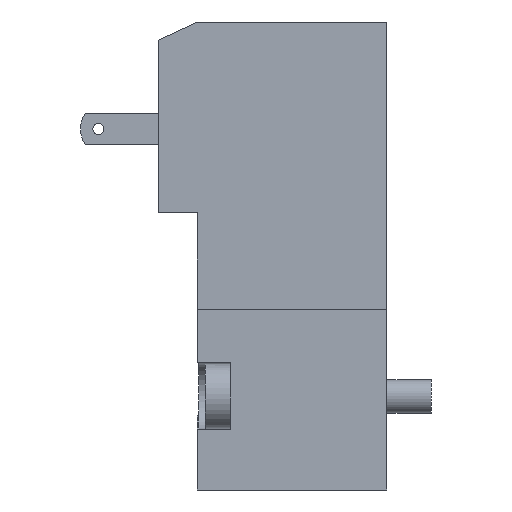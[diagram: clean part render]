
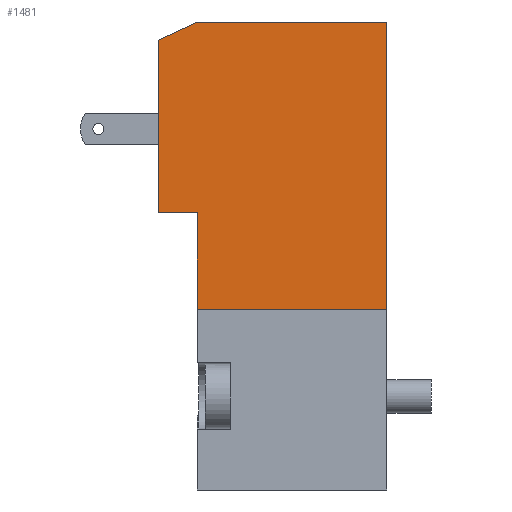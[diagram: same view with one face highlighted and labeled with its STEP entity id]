
A CAD part, left-side view. The second image highlights one B-rep face of the part: STEP entity #1481.
In plain terms, the highlighted planar face has unit normal (-1, 0, 0).
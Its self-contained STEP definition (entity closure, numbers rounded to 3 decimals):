
#84=FACE_OUTER_BOUND('',#160,.T.);
#160=EDGE_LOOP('',(#934,#935,#936,#937,#938,#939,#940));
#265=LINE('',#2075,#434);
#266=LINE('',#2077,#435);
#267=LINE('',#2079,#436);
#268=LINE('',#2081,#437);
#269=LINE('',#2083,#438);
#270=LINE('',#2085,#439);
#271=LINE('',#2086,#440);
#434=VECTOR('',#1682,17.);
#435=VECTOR('',#1683,25.8);
#436=VECTOR('',#1684,17.);
#437=VECTOR('',#1685,3.862);
#438=VECTOR('',#1686,15.468);
#439=VECTOR('',#1687,3.5);
#440=VECTOR('',#1688,8.7);
#603=VERTEX_POINT('',#2073);
#604=VERTEX_POINT('',#2074);
#605=VERTEX_POINT('',#2076);
#606=VERTEX_POINT('',#2078);
#607=VERTEX_POINT('',#2080);
#608=VERTEX_POINT('',#2082);
#609=VERTEX_POINT('',#2084);
#737=EDGE_CURVE('',#603,#604,#265,.T.);
#738=EDGE_CURVE('',#604,#605,#266,.T.);
#739=EDGE_CURVE('',#606,#605,#267,.T.);
#740=EDGE_CURVE('',#606,#607,#268,.T.);
#741=EDGE_CURVE('',#607,#608,#269,.T.);
#742=EDGE_CURVE('',#608,#609,#270,.T.);
#743=EDGE_CURVE('',#603,#609,#271,.T.);
#934=ORIENTED_EDGE('',*,*,#737,.T.);
#935=ORIENTED_EDGE('',*,*,#738,.T.);
#936=ORIENTED_EDGE('',*,*,#739,.F.);
#937=ORIENTED_EDGE('',*,*,#740,.T.);
#938=ORIENTED_EDGE('',*,*,#741,.T.);
#939=ORIENTED_EDGE('',*,*,#742,.T.);
#940=ORIENTED_EDGE('',*,*,#743,.F.);
#1328=PLANE('',#1567);
#1481=ADVANCED_FACE('',(#84),#1328,.T.);
#1567=AXIS2_PLACEMENT_3D('',#2072,#1680,#1681);
#1680=DIRECTION('center_axis',(-1.,0.,0.));
#1681=DIRECTION('ref_axis',(0.,-1.,0.));
#1682=DIRECTION('',(0.,-1.,0.));
#1683=DIRECTION('',(0.,0.,1.));
#1684=DIRECTION('',(0.,-1.,0.));
#1685=DIRECTION('',(0.,0.906,-0.423));
#1686=DIRECTION('',(0.,0.,-1.));
#1687=DIRECTION('',(0.,-1.,0.));
#1688=DIRECTION('',(0.,0.,1.));
#2072=CARTESIAN_POINT('Origin',(-7.5,8.5,0.));
#2073=CARTESIAN_POINT('',(-7.5,8.5,16.2));
#2074=CARTESIAN_POINT('',(-7.5,-8.5,16.2));
#2075=CARTESIAN_POINT('',(-7.5,4.25,16.2));
#2076=CARTESIAN_POINT('',(-7.5,-8.5,42.));
#2077=CARTESIAN_POINT('',(-7.5,-8.5,0.));
#2078=CARTESIAN_POINT('',(-7.5,8.5,42.));
#2079=CARTESIAN_POINT('',(-7.5,-8.5,42.));
#2080=CARTESIAN_POINT('',(-7.5,12.,40.368));
#2081=CARTESIAN_POINT('',(-7.5,8.5,42.));
#2082=CARTESIAN_POINT('',(-7.5,12.,24.9));
#2083=CARTESIAN_POINT('',(-7.5,12.,40.368));
#2084=CARTESIAN_POINT('',(-7.5,8.5,24.9));
#2085=CARTESIAN_POINT('',(-7.5,12.,24.9));
#2086=CARTESIAN_POINT('',(-7.5,8.5,0.));
